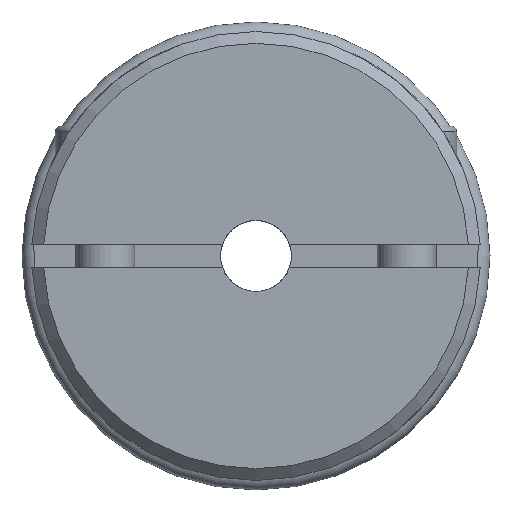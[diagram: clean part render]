
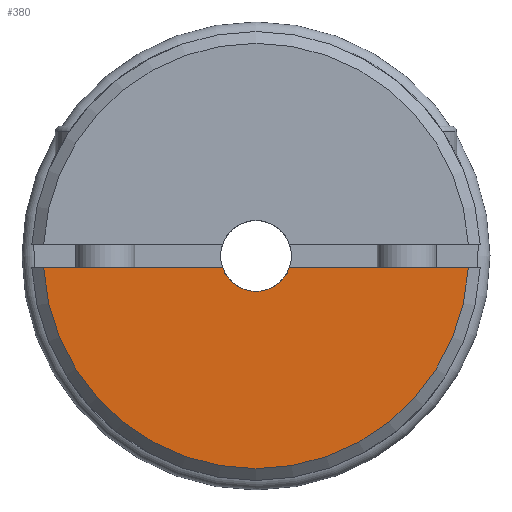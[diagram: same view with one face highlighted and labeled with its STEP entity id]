
A CAD part, left-side view. The second image highlights one B-rep face of the part: STEP entity #380.
In plain terms, the highlighted planar face has unit normal (-1, 0, 0).
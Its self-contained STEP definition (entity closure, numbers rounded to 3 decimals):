
#380 = ADVANCED_FACE( '', ( #872 ), #873, .T. );
#872 = FACE_OUTER_BOUND( '', #1449, .T. );
#873 = PLANE( '', #1450 );
#1449 = EDGE_LOOP( '', ( #2393, #2394, #2395, #2396 ) );
#1450 = AXIS2_PLACEMENT_3D( '', #2397, #2398, #2399 );
#2393 = ORIENTED_EDGE( '', *, *, #3168, .F. );
#2394 = ORIENTED_EDGE( '', *, *, #3169, .F. );
#2395 = ORIENTED_EDGE( '', *, *, #3070, .F. );
#2396 = ORIENTED_EDGE( '', *, *, #3170, .T. );
#2397 = CARTESIAN_POINT( '', ( -28.5, 0., 3. ) );
#2398 = DIRECTION( '', ( -1., 0., 0. ) );
#2399 = DIRECTION( '', ( 0., -1., 0. ) );
#3070 = EDGE_CURVE( '', #3640, #3642, #3643, .T. );
#3168 = EDGE_CURVE( '', #3776, #3777, #3778, .T. );
#3169 = EDGE_CURVE( '', #3642, #3776, #3779, .T. );
#3170 = EDGE_CURVE( '', #3640, #3777, #3780, .T. );
#3640 = VERTEX_POINT( '', #4462 );
#3642 = VERTEX_POINT( '', #4465 );
#3643 = LINE( '', #4466, #4467 );
#3776 = VERTEX_POINT( '', #4812 );
#3777 = VERTEX_POINT( '', #4813 );
#3778 = LINE( '', #4814, #4815 );
#3779 = CIRCLE( '', #4816, 18. );
#3780 = CIRCLE( '', #4817, 3. );
#4462 = CARTESIAN_POINT( '', ( -28.5, -2.828, -1. ) );
#4465 = CARTESIAN_POINT( '', ( -28.5, -17.972, -1. ) );
#4466 = CARTESIAN_POINT( '', ( -28.5, 0., -1. ) );
#4467 = VECTOR( '', #5489, 1000. );
#4812 = CARTESIAN_POINT( '', ( -28.5, 17.972, -1. ) );
#4813 = CARTESIAN_POINT( '', ( -28.5, 2.828, -1. ) );
#4814 = CARTESIAN_POINT( '', ( -28.5, 0., -1. ) );
#4815 = VECTOR( '', #5598, 1000. );
#4816 = AXIS2_PLACEMENT_3D( '', #5599, #5600, #5601 );
#4817 = AXIS2_PLACEMENT_3D( '', #5602, #5603, #5604 );
#5489 = DIRECTION( '', ( 0., -1., 0. ) );
#5598 = DIRECTION( '', ( 0., -1., 0. ) );
#5599 = CARTESIAN_POINT( '', ( -28.5, 0., 0. ) );
#5600 = DIRECTION( '', ( 1., 0., 0. ) );
#5601 = DIRECTION( '', ( 0., 0., 1. ) );
#5602 = CARTESIAN_POINT( '', ( -28.5, 0., 0. ) );
#5603 = DIRECTION( '', ( 1., 0., 0. ) );
#5604 = DIRECTION( '', ( 0., 0., 1. ) );
